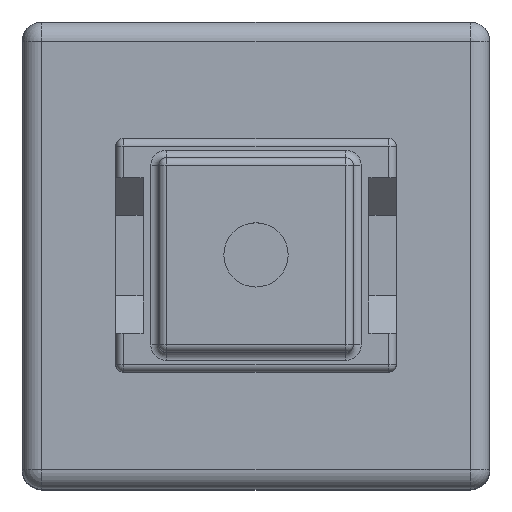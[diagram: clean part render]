
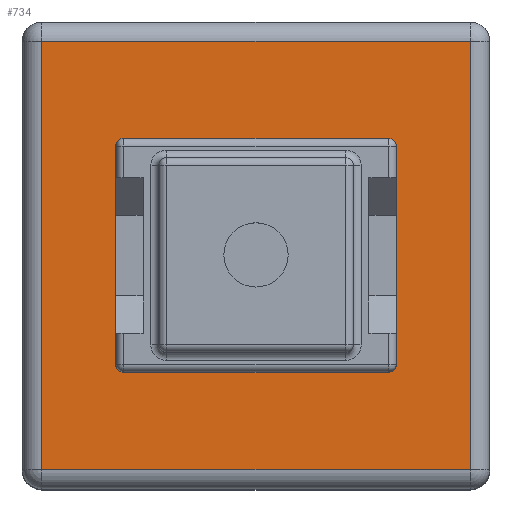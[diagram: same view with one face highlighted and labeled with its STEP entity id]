
A CAD part, top view. The second image highlights one B-rep face of the part: STEP entity #734.
In plain terms, the highlighted planar face has unit normal (0, 0, 1).
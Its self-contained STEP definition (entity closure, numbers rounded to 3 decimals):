
#410=CARTESIAN_POINT('',(-1.8,-1.4,5.3));
#411=VERTEX_POINT('',#410);
#508=CARTESIAN_POINT('',(-1.8,1.4,5.3));
#509=VERTEX_POINT('',#508);
#516=CARTESIAN_POINT('',(-1.8,-1.5,5.3));
#517=DIRECTION('',(0.0,-1.0,0.0));
#518=VECTOR('',#517,1.0);
#519=LINE('',#516,#518);
#520=EDGE_CURVE('n� 5557',#509,#411,#519,.T.);
#634=CARTESIAN_POINT('',(2.75,-2.75,5.3));
#635=VERTEX_POINT('',#634);
#636=CARTESIAN_POINT('',(2.75,2.75,5.3));
#637=VERTEX_POINT('',#636);
#638=CARTESIAN_POINT('',(2.75,2.75,5.3));
#639=DIRECTION('',(-0.0,1.0,0.0));
#640=VECTOR('',#639,1.0);
#641=LINE('',#638,#640);
#642=EDGE_CURVE('n� 996',#635,#637,#641,.T.);
#643=ORIENTED_EDGE('',*,*,#642,.T.);
#644=CARTESIAN_POINT('',(-2.75,2.75,5.3));
#645=VERTEX_POINT('',#644);
#646=CARTESIAN_POINT('',(-2.75,2.75,5.3));
#647=DIRECTION('',(-1.0,-0.0,0.0));
#648=VECTOR('',#647,1.0);
#649=LINE('',#646,#648);
#650=EDGE_CURVE('n� 999',#637,#645,#649,.T.);
#651=ORIENTED_EDGE('',*,*,#650,.T.);
#652=CARTESIAN_POINT('',(-2.75,-2.75,5.3));
#653=VERTEX_POINT('',#652);
#654=CARTESIAN_POINT('',(-2.75,2.75,5.3));
#655=DIRECTION('',(0.0,-1.0,0.0));
#656=VECTOR('',#655,1.0);
#657=LINE('',#654,#656);
#658=EDGE_CURVE('n� 988',#645,#653,#657,.T.);
#659=ORIENTED_EDGE('',*,*,#658,.T.);
#660=CARTESIAN_POINT('',(-2.75,-2.75,5.3));
#661=DIRECTION('',(1.0,0.0,0.0));
#662=VECTOR('',#661,1.0);
#663=LINE('',#660,#662);
#664=EDGE_CURVE('n� 992',#653,#635,#663,.T.);
#665=ORIENTED_EDGE('',*,*,#664,.T.);
#666=EDGE_LOOP('',(#643,#651,#659,#665));
#667=FACE_OUTER_BOUND('',#666,.T.);
#668=CARTESIAN_POINT('',(1.8,-1.4,5.3));
#669=VERTEX_POINT('',#668);
#670=CARTESIAN_POINT('',(1.8,1.4,5.3));
#671=VERTEX_POINT('',#670);
#672=CARTESIAN_POINT('',(1.8,-1.5,5.3));
#673=DIRECTION('',(0.0,1.0,0.0));
#674=VECTOR('',#673,1.0);
#675=LINE('',#672,#674);
#676=EDGE_CURVE('n� 5498',#669,#671,#675,.T.);
#677=ORIENTED_EDGE('',*,*,#676,.F.);
#678=CARTESIAN_POINT('',(1.7,-1.5,5.3));
#679=VERTEX_POINT('',#678);
#680=CARTESIAN_POINT('',(1.7,-1.4,5.3));
#681=DIRECTION('',(-0.0,-0.0,-1.0));
#682=DIRECTION('',(-1.0,0.0,0.0));
#683=AXIS2_PLACEMENT_3D('',#680,#681,#682);
#684=CIRCLE('',#683,0.1);
#685=EDGE_CURVE('n� 5594',#669,#679,#684,.T.);
#686=ORIENTED_EDGE('',*,*,#685,.T.);
#687=CARTESIAN_POINT('',(-1.7,-1.5,5.3));
#688=VERTEX_POINT('',#687);
#689=CARTESIAN_POINT('',(-1.8,-1.5,5.3));
#690=DIRECTION('',(1.0,0.0,0.0));
#691=VECTOR('',#690,1.0);
#692=LINE('',#689,#691);
#693=EDGE_CURVE('n� 5532',#688,#679,#692,.T.);
#694=ORIENTED_EDGE('',*,*,#693,.F.);
#695=CARTESIAN_POINT('',(-1.7,-1.4,5.3));
#696=DIRECTION('',(-0.0,-0.0,-1.0));
#697=DIRECTION('',(-1.0,0.0,0.0));
#698=AXIS2_PLACEMENT_3D('',#695,#696,#697);
#699=CIRCLE('',#698,0.1);
#700=EDGE_CURVE('n� 5598',#688,#411,#699,.T.);
#701=ORIENTED_EDGE('',*,*,#700,.T.);
#702=ORIENTED_EDGE('',*,*,#520,.F.);
#703=CARTESIAN_POINT('',(-1.7,1.5,5.3));
#704=VERTEX_POINT('',#703);
#705=CARTESIAN_POINT('',(-1.7,1.4,5.3));
#706=DIRECTION('',(-0.0,-0.0,-1.0));
#707=DIRECTION('',(-1.0,0.0,0.0));
#708=AXIS2_PLACEMENT_3D('',#705,#706,#707);
#709=CIRCLE('',#708,0.1);
#710=EDGE_CURVE('n� 5602',#509,#704,#709,.T.);
#711=ORIENTED_EDGE('',*,*,#710,.T.);
#712=CARTESIAN_POINT('',(1.7,1.5,5.3));
#713=VERTEX_POINT('',#712);
#714=CARTESIAN_POINT('',(-1.8,1.5,5.3));
#715=DIRECTION('',(-1.0,0.0,0.0));
#716=VECTOR('',#715,1.0);
#717=LINE('',#714,#716);
#718=EDGE_CURVE('n� 5473',#713,#704,#717,.T.);
#719=ORIENTED_EDGE('',*,*,#718,.F.);
#720=CARTESIAN_POINT('',(1.7,1.4,5.3));
#721=DIRECTION('',(-0.0,-0.0,-1.0));
#722=DIRECTION('',(-1.0,0.0,0.0));
#723=AXIS2_PLACEMENT_3D('',#720,#721,#722);
#724=CIRCLE('',#723,0.1);
#725=EDGE_CURVE('n� 5590',#713,#671,#724,.T.);
#726=ORIENTED_EDGE('',*,*,#725,.T.);
#727=EDGE_LOOP('',(#677,#686,#694,#701,#702,#711,#719,#726));
#728=FACE_BOUND('',#727,.T.);
#729=CARTESIAN_POINT('',(-2.75,2.75,5.3));
#730=DIRECTION('',(-0.0,-0.0,-1.0));
#731=DIRECTION('',(-1.0,0.0,0.0));
#732=AXIS2_PLACEMENT_3D('',#729,#730,#731);
#733=PLANE('',#732);
#734=ADVANCED_FACE('n� 1455',(#667,#728),#733,.F.);
